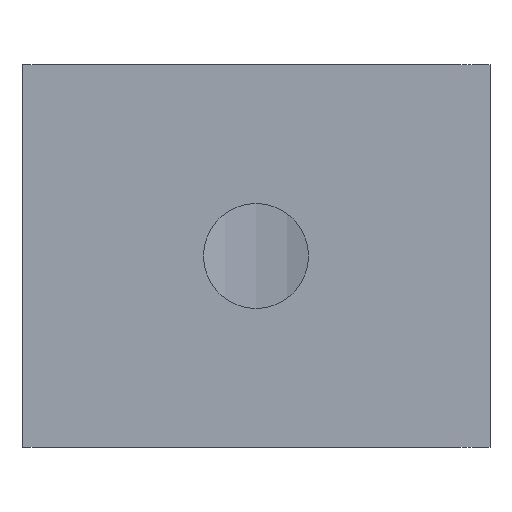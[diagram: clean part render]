
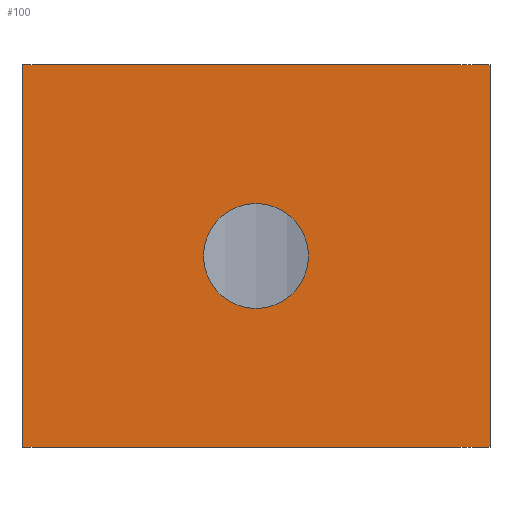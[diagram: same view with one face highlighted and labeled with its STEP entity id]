
A CAD part, front view. The second image highlights one B-rep face of the part: STEP entity #100.
In plain terms, the highlighted planar face has unit normal (0, -1, 0).
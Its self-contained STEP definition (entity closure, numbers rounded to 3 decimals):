
#100 = ADVANCED_FACE( '', ( #161, #162 ), #163, .F. );
#161 = FACE_BOUND( '', #233, .T. );
#162 = FACE_OUTER_BOUND( '', #234, .T. );
#163 = PLANE( '', #235 );
#233 = EDGE_LOOP( '', ( #450 ) );
#234 = EDGE_LOOP( '', ( #451, #452, #453, #454 ) );
#235 = AXIS2_PLACEMENT_3D( '', #455, #456, #457 );
#450 = ORIENTED_EDGE( '', *, *, #533, .T. );
#451 = ORIENTED_EDGE( '', *, *, #587, .T. );
#452 = ORIENTED_EDGE( '', *, *, #596, .T. );
#453 = ORIENTED_EDGE( '', *, *, #584, .F. );
#454 = ORIENTED_EDGE( '', *, *, #529, .F. );
#455 = CARTESIAN_POINT( '', ( -12.25, -14.5, 7.5 ) );
#456 = DIRECTION( '', ( 0., 1., 0. ) );
#457 = DIRECTION( '', ( 0., 0., 1. ) );
#529 = EDGE_CURVE( '', #625, #616, #627, .T. );
#533 = EDGE_CURVE( '', #634, #634, #635, .T. );
#584 = EDGE_CURVE( '', #616, #719, #720, .T. );
#587 = EDGE_CURVE( '', #625, #722, #724, .T. );
#596 = EDGE_CURVE( '', #722, #719, #737, .T. );
#616 = VERTEX_POINT( '', #766 );
#625 = VERTEX_POINT( '', #777 );
#627 = LINE( '', #780, #781 );
#634 = VERTEX_POINT( '', #861 );
#635 = CIRCLE( '', #862, 2.75 );
#719 = VERTEX_POINT( '', #985 );
#720 = LINE( '', #986, #987 );
#722 = VERTEX_POINT( '', #990 );
#724 = LINE( '', #993, #994 );
#737 = LINE( '', #1013, #1014 );
#766 = CARTESIAN_POINT( '', ( 12.25, -14.5, 10. ) );
#777 = CARTESIAN_POINT( '', ( -12.25, -14.5, 10. ) );
#780 = CARTESIAN_POINT( '', ( -12.25, -14.5, 10. ) );
#781 = VECTOR( '', #1036, 1000. );
#861 = CARTESIAN_POINT( '', ( 2.75, -14.5, 0. ) );
#862 = AXIS2_PLACEMENT_3D( '', #1043, #1044, #1045 );
#985 = CARTESIAN_POINT( '', ( 12.25, -14.5, -10. ) );
#986 = CARTESIAN_POINT( '', ( 12.25, -14.5, 7.5 ) );
#987 = VECTOR( '', #1118, 1000. );
#990 = CARTESIAN_POINT( '', ( -12.25, -14.5, -10. ) );
#993 = CARTESIAN_POINT( '', ( -12.25, -14.5, 7.5 ) );
#994 = VECTOR( '', #1121, 1000. );
#1013 = CARTESIAN_POINT( '', ( -12.25, -14.5, -10. ) );
#1014 = VECTOR( '', #1134, 1000. );
#1036 = DIRECTION( '', ( 1., 0., 0. ) );
#1043 = CARTESIAN_POINT( '', ( 0., -14.5, 0. ) );
#1044 = DIRECTION( '', ( 0., 1., 0. ) );
#1045 = DIRECTION( '', ( 1., 0., 0. ) );
#1118 = DIRECTION( '', ( 0., 0., -1. ) );
#1121 = DIRECTION( '', ( 0., 0., -1. ) );
#1134 = DIRECTION( '', ( 1., 0., 0. ) );
